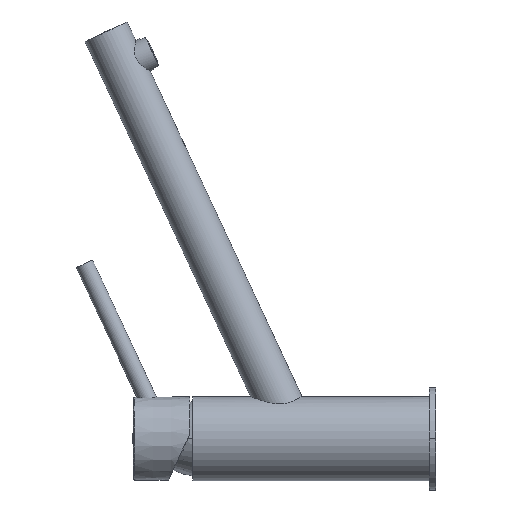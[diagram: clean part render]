
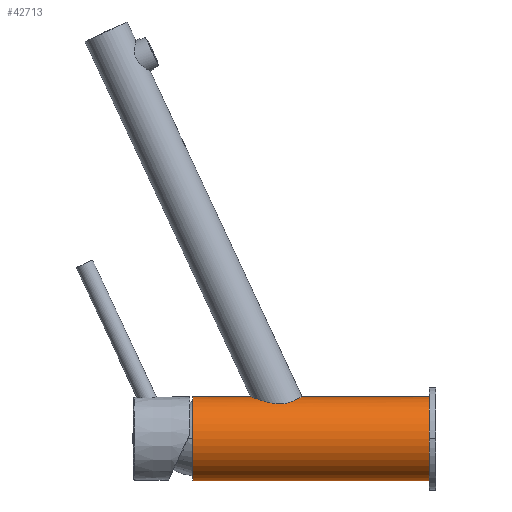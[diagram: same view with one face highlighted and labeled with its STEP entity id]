
A CAD part, left-side view. The second image highlights one B-rep face of the part: STEP entity #42713.
In plain terms, the highlighted cylindrical face has radius 22.5 mm (diameter 45 mm), a partial arc.
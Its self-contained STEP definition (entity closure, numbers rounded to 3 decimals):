
#13583=CARTESIAN_POINT('',(0.,127.,0.));
#13584=DIRECTION('',(0.,1.,0.));
#13585=DIRECTION('',(0.,0.,-1.));
#13586=AXIS2_PLACEMENT_3D('',#13583,#13584,#13585);
#13603=DIRECTION('',(0.,1.,0.));
#13604=VECTOR('',#13603,68.208);
#13605=CARTESIAN_POINT('',(0.,0.,22.5));
#13606=LINE('',#13605,#13604);
#13607=CARTESIAN_POINT('',(0.004,68.208,
22.5));
#13686=CARTESIAN_POINT('',(0.,95.792,22.5));
#13688=DIRECTION('',(0.,1.,0.));
#13689=VECTOR('',#13688,31.208);
#13690=CARTESIAN_POINT('',(0.,95.792,22.5));
#13691=LINE('',#13690,#13689);
#14527=DIRECTION('',(0.,1.,0.));
#14528=VECTOR('',#14527,127.);
#14529=CARTESIAN_POINT('',(0.,0.,-22.5));
#14530=LINE('',#14529,#14528);
#14531=CARTESIAN_POINT('',(0.,95.792,22.5));
#14532=CARTESIAN_POINT('',(-0.135,95.792,22.5));
#14533=CARTESIAN_POINT('',(-0.405,95.786,
22.498));
#14534=CARTESIAN_POINT('',(-0.81,95.759,
22.487));
#14535=CARTESIAN_POINT('',(-1.216,95.715,
22.468));
#14536=CARTESIAN_POINT('',(-1.623,95.651,
22.443));
#14537=CARTESIAN_POINT('',(-2.031,95.569,
22.409));
#14538=CARTESIAN_POINT('',(-2.441,95.468,
22.368));
#14539=CARTESIAN_POINT('',(-2.853,95.347,
22.32));
#14540=CARTESIAN_POINT('',(-3.268,95.205,
22.263));
#14541=CARTESIAN_POINT('',(-3.686,95.041,
22.197));
#14542=CARTESIAN_POINT('',(-4.104,94.855,
22.124));
#14543=CARTESIAN_POINT('',(-4.526,94.646,
22.042));
#14544=CARTESIAN_POINT('',(-4.949,94.412,
21.95));
#14545=CARTESIAN_POINT('',(-5.375,94.152,
21.85));
#14546=CARTESIAN_POINT('',(-5.803,93.866,
21.74));
#14547=CARTESIAN_POINT('',(-6.231,93.551,
21.622));
#14548=CARTESIAN_POINT('',(-6.66,93.207,
21.493));
#14549=CARTESIAN_POINT('',(-7.087,92.832,
21.356));
#14550=CARTESIAN_POINT('',(-7.514,92.426,21.21));
#14551=CARTESIAN_POINT('',(-7.936,91.989,
21.056));
#14552=CARTESIAN_POINT('',(-8.352,91.519,
20.894));
#14553=CARTESIAN_POINT('',(-8.76,91.019,
20.726));
#14554=CARTESIAN_POINT('',(-9.158,90.487,
20.554));
#14555=CARTESIAN_POINT('',(-9.543,89.926,
20.377));
#14556=CARTESIAN_POINT('',(-9.912,89.339,
20.2));
#14557=CARTESIAN_POINT('',(-10.263,88.729,
20.024));
#14558=CARTESIAN_POINT('',(-10.59,88.102,
19.853));
#14559=CARTESIAN_POINT('',(-10.894,87.462,
19.688));
#14560=CARTESIAN_POINT('',(-11.172,86.812,
19.531));
#14561=CARTESIAN_POINT('',(-11.424,86.157,
19.385));
#14562=CARTESIAN_POINT('',(-11.648,85.503,
19.251));
#14563=CARTESIAN_POINT('',(-11.844,84.854,
19.131));
#14564=CARTESIAN_POINT('',(-12.012,84.213,
19.026));
#14565=CARTESIAN_POINT('',(-12.153,83.583,
18.936));
#14566=CARTESIAN_POINT('',(-12.269,82.965,
18.861));
#14567=CARTESIAN_POINT('',(-12.36,82.361,
18.801));
#14568=CARTESIAN_POINT('',(-12.428,81.771,
18.756));
#14569=CARTESIAN_POINT('',(-12.473,81.195,
18.726));
#14570=CARTESIAN_POINT('',(-12.498,80.633,
18.71));
#14571=CARTESIAN_POINT('',(-12.503,80.086,
18.707));
#14572=CARTESIAN_POINT('',(-12.488,79.552,
18.716));
#14573=CARTESIAN_POINT('',(-12.454,79.03,
18.739));
#14574=CARTESIAN_POINT('',(-12.403,78.521,
18.773));
#14575=CARTESIAN_POINT('',(-12.334,78.022,
18.818));
#14576=CARTESIAN_POINT('',(-12.248,77.535,
18.875));
#14577=CARTESIAN_POINT('',(-12.144,77.058,
18.942));
#14578=CARTESIAN_POINT('',(-12.023,76.59,
19.019));
#14579=CARTESIAN_POINT('',(-11.884,76.131,
19.106));
#14580=CARTESIAN_POINT('',(-11.728,75.681,
19.202));
#14581=CARTESIAN_POINT('',(-11.554,75.24,
19.307));
#14582=CARTESIAN_POINT('',(-11.426,74.951,
19.383));
#14583=CARTESIAN_POINT('',(-11.359,74.808,
19.422));
#14585=CARTESIAN_POINT('',(-11.359,74.808,
19.422));
#14586=CARTESIAN_POINT('',(-10.623,73.885,
19.853));
#14587=CARTESIAN_POINT('',(-9.072,72.179,
20.648));
#14588=CARTESIAN_POINT('',(-6.903,70.453,
21.453));
#14589=CARTESIAN_POINT('',(-4.997,69.375,
21.955));
#14590=CARTESIAN_POINT('',(-3.468,68.743,
22.25));
#14591=CARTESIAN_POINT('',(-1.822,68.319,
22.448));
#14592=CARTESIAN_POINT('',(-0.628,68.208,
22.5));
#14593=CARTESIAN_POINT('',(0.,68.208,22.5));
#14595=CARTESIAN_POINT('',(0.,0.,0.));
#14596=DIRECTION('',(0.,1.,0.));
#14597=DIRECTION('',(0.,0.,-1.));
#14598=AXIS2_PLACEMENT_3D('',#14595,#14596,#14597);
#16349=CARTESIAN_POINT('',(0.,127.,22.5));
#16350=CARTESIAN_POINT('',(0.,127.,-22.5));
#16351=VERTEX_POINT('',#16349);
#16352=VERTEX_POINT('',#16350);
#19333=VERTEX_POINT('',#13686);
#19334=VERTEX_POINT('',#13607);
#19335=VERTEX_POINT('',#14585);
#19596=CARTESIAN_POINT('',(0.,0.,22.5));
#19597=CARTESIAN_POINT('',(0.,0.,-22.5));
#19598=VERTEX_POINT('',#19596);
#19599=VERTEX_POINT('',#19597);
#42697=CARTESIAN_POINT('',(0.,0.,0.));
#42698=DIRECTION('',(0.,1.,0.));
#42699=DIRECTION('',(0.,0.,1.));
#42700=AXIS2_PLACEMENT_3D('',#42697,#42698,#42699);
#42701=CYLINDRICAL_SURFACE('',#42700,22.5);
#42702=ORIENTED_EDGE('',*,*,#41332,.T.);
#42703=ORIENTED_EDGE('',*,*,#41299,.T.);
#42704=ORIENTED_EDGE('',*,*,#41329,.F.);
#42706=ORIENTED_EDGE('',*,*,#42705,.T.);
#42708=ORIENTED_EDGE('',*,*,#42707,.T.);
#42709=ORIENTED_EDGE('',*,*,#41323,.F.);
#42710=ORIENTED_EDGE('',*,*,#41356,.F.);
#42711=EDGE_LOOP('',(#42702,#42703,#42704,#42706,#42708,#42709,#42710));
#42712=FACE_OUTER_BOUND('',#42711,.F.);
#42713=ADVANCED_FACE('',(#42712),#42701,.T.);
#13587=CIRCLE('',#13586,22.5);
#14584=B_SPLINE_CURVE_WITH_KNOTS('',3,(#14531,#14532,#14533,#14534,#14535,
#14536,#14537,#14538,#14539,#14540,#14541,#14542,#14543,#14544,#14545,#14546,
#14547,#14548,#14549,#14550,#14551,#14552,#14553,#14554,#14555,#14556,#14557,
#14558,#14559,#14560,#14561,#14562,#14563,#14564,#14565,#14566,#14567,#14568,
#14569,#14570,#14571,#14572,#14573,#14574,#14575,#14576,#14577,#14578,#14579,
#14580,#14581,#14582,#14583),.UNSPECIFIED.,.F.,.F.,(4,1,1,1,1,1,1,1,1,1,1,1,1,1,
1,1,1,1,1,1,1,1,1,1,1,1,1,1,1,1,1,1,1,1,1,1,1,1,1,1,1,1,1,1,1,1,1,1,1,1,4),
(0.,0.02,0.04,0.06,0.08,0.1,0.12,0.14,0.16,0.18,0.2,0.22,
0.24,0.26,0.28,0.3,0.32,0.34,0.36,0.38,0.4,0.42,0.44,
0.46,0.48,0.5,0.52,0.54,0.56,0.58,0.6,0.62,0.64,0.66,
0.68,0.7,0.72,0.74,0.76,0.78,0.8,0.82,0.84,0.86,0.88,
0.9,0.92,0.94,0.96,0.98,1.),.UNSPECIFIED.);
#14594=B_SPLINE_CURVE_WITH_KNOTS('',3,(#14585,#14586,#14587,#14588,#14589,
#14590,#14591,#14592,#14593),.UNSPECIFIED.,.F.,.F.,(4,1,1,1,1,1,4),(0.,0.25,
0.5,0.625,0.75,0.875,1.),.UNSPECIFIED.);
#14599=CIRCLE('',#14598,22.5);
#41299=EDGE_CURVE('',#16352,#16351,#13587,.T.);
#41323=EDGE_CURVE('',#19598,#19334,#13606,.T.);
#41329=EDGE_CURVE('',#19333,#16351,#13691,.T.);
#41332=EDGE_CURVE('',#19599,#16352,#14530,.T.);
#41356=EDGE_CURVE('',#19599,#19598,#14599,.T.);
#42705=EDGE_CURVE('',#19333,#19335,#14584,.T.);
#42707=EDGE_CURVE('',#19335,#19334,#14594,.T.);
